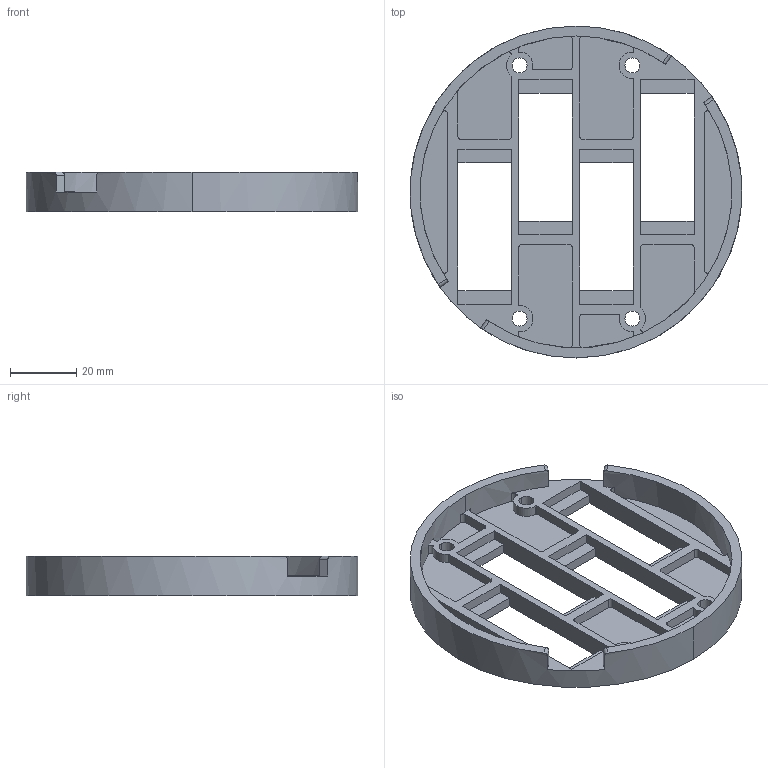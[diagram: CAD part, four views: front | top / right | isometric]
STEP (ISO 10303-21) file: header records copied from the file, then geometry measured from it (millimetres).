
FILE_DESCRIPTION (( 'STEP AP203' ), '1' );
FILE_NAME ('a1_f_t.STEP', '2015-02-28T01:10:13', ( '' ), ( '' ), 'SwSTEP 2.0', 'SolidWorks 2013', '' );
FILE_SCHEMA (( 'CONFIG_CONTROL_DESIGN' ));
Length unit declared in the file: millimetre
Products named in the file (1): a1_f_t
Bounding box: 100 x 100 x 12 mm (x, y, z)
Volume: 27484.3 mm3; surface area: 20844.4 mm2
Topology: 1 solids, 1 shells, 137 faces, 397 edges, 262 vertices
Faces by surface type: plane 70, cylinder 59, cone 8
Entity records: 4694 total; most frequent: CARTESIAN_POINT 853, DIRECTION 803, ORIENTED_EDGE 794, EDGE_CURVE 397, AXIS2_PLACEMENT_3D 276, VERTEX_POINT 262, VECTOR 251, LINE 251
